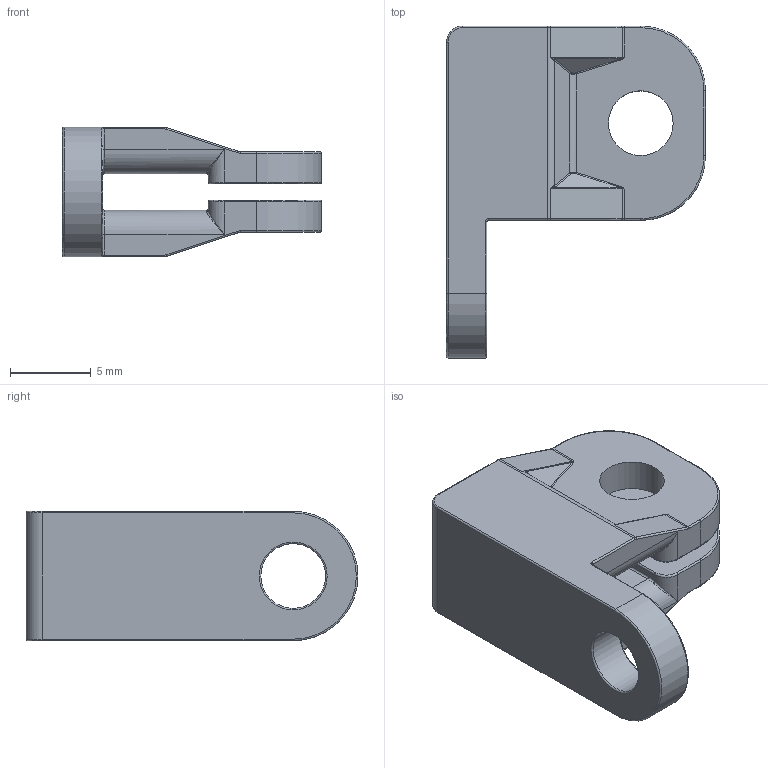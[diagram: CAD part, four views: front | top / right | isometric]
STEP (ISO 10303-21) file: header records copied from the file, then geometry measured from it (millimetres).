
FILE_DESCRIPTION(/* description */ ('STEP AP242','CAx-IF Rec.Pracs.---Representation and Presentation of Product Manufacturing Information (PMI)---4.0---2014-10-13','CAx-IF Rec.Pracs.---3D Tessellated Geometry---0.4---2014-09-14','2;1'),/* implementation_level */ '2;1');
FILE_NAME(/* name */ '650935f2c786a461bc759cfb',/* time_stamp */ '2023-09-19T05:47:31Z',/* author */ (''),/* organization */ (''),/* preprocessor_version */ 'ST-DEVELOPER v19.4',/* originating_system */ ' ',/* authorisation */ ' ');
FILE_SCHEMA (('AP242_MANAGED_MODEL_BASED_3D_ENGINEERING_MIM_LF { 1 0 10303 442 1 1 4 }'));
Length unit declared in the file: metre
Products named in the file (1): 3409-0003-0001
Bounding box: 16 x 20.5 x 8 mm (x, y, z)
Volume: 1009 mm3; surface area: 1167.8 mm2
Topology: 1 solids, 1 shells, 163 faces, 425 edges, 250 vertices
Faces by surface type: cylinder 74, torus 32, bspline 30, plane 27
Full cylindrical faces by diameter (mm): 4 x3
Entity records: 5530 total; most frequent: CARTESIAN_POINT 1856, ORIENTED_EDGE 812, DIRECTION 694, EDGE_CURVE 406, AXIS2_PLACEMENT_3D 278, VERTEX_POINT 250, EDGE_LOOP 174, FACE_BOUND 174
